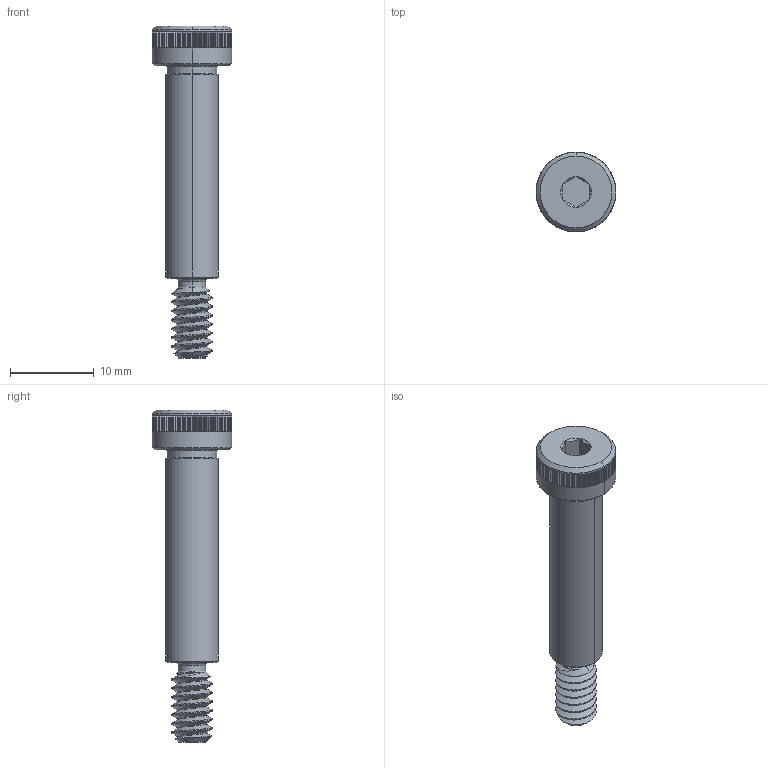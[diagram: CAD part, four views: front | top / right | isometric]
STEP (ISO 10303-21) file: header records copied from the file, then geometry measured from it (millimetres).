
FILE_DESCRIPTION (( 'STEP AP203' ), '1' );
FILE_NAME ('90298A542_18-8 Stainless Steel Shoulder Screw.STEP', '2022-10-20T12:53:12', ( 'Administrator' ), ( 'Managed by Terraform' ), 'SwSTEP 2.0', 'SolidWorks 2017', '' );
FILE_SCHEMA (( 'CONFIG_CONTROL_DESIGN' ));
Length unit declared in the file: inch
Products named in the file (1): 90298A542_18-8 Stainless Steel Shoulder Screw
Bounding box: 9.53 x 9.53 x 39.69 mm (x, y, z)
Volume: 1207.4 mm3; surface area: 1052.6 mm2
Topology: 1 solids, 1 shells, 444 faces, 1007 edges, 662 vertices
Faces by surface type: plane 395, cylinder 22, cone 20, torus 4, bspline 3
Entity records: 13839 total; most frequent: CARTESIAN_POINT 3650, DIRECTION 2079, ORIENTED_EDGE 2014, EDGE_CURVE 1007, VECTOR 721, LINE 721, AXIS2_PLACEMENT_3D 679, VERTEX_POINT 662
